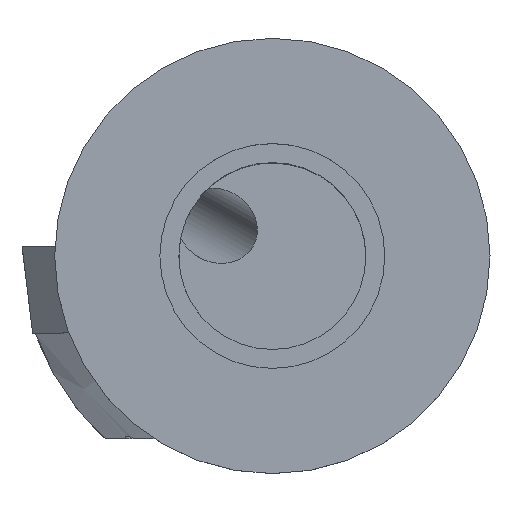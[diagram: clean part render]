
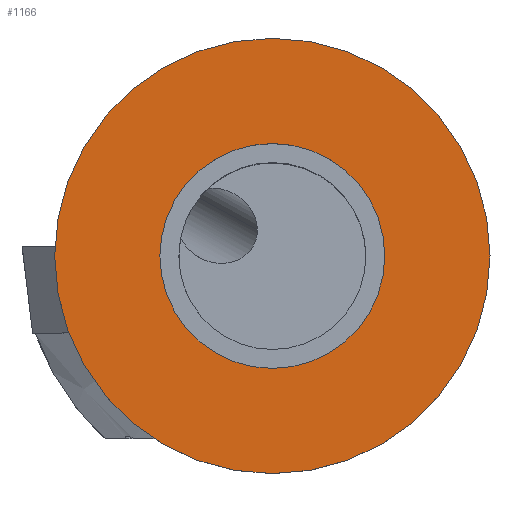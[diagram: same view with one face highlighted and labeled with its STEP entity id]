
A CAD part, top view. The second image highlights one B-rep face of the part: STEP entity #1166.
In plain terms, the highlighted planar face has unit normal (0, 0, 1).
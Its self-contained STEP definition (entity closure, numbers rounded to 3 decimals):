
#534=EDGE_CURVE('NONE',#742,#722,#1476,.F.);
#714=EDGE_CURVE('NONE',#722,#742,#1671,.F.);
#722=VERTEX_POINT('',#1679);
#742=VERTEX_POINT('NONE',#1701);
#1032=VERTEX_POINT('',#2030);
#1166=ADVANCED_FACE('NONE',(#2174,#2175),#2176,.F.);
#1258=EDGE_CURVE('NONE',#1032,#1400,#2274,.F.);
#1308=EDGE_CURVE('NONE',#1400,#1032,#2327,.F.);
#1400=VERTEX_POINT('NONE',#2430);
#1476=CIRCLE('',#2520,6.0);
#1671=CIRCLE('',#3301,6.0);
#1679=CARTESIAN_POINT('',(0.,-6.0,14.0));
#1701=CARTESIAN_POINT('',(0.,6.0,14.0));
#2030=CARTESIAN_POINT('',(0.,-3.1,14.0));
#2174=FACE_OUTER_BOUND('',#4039,.T.);
#2175=FACE_BOUND('',#4040,.T.);
#2176=PLANE('',#4041);
#2274=CIRCLE('',#4193,3.1);
#2327=CIRCLE('',#4278,3.1);
#2430=CARTESIAN_POINT('',(0.,3.1,14.0));
#2520=AXIS2_PLACEMENT_3D('',#4487,#4488,#4489);
#3301=AXIS2_PLACEMENT_3D('',#4704,#4705,#4706);
#4039=EDGE_LOOP('',(#5337,#5338));
#4040=EDGE_LOOP('',(#5339,#5340));
#4041=AXIS2_PLACEMENT_3D('',#5341,#5342,#5343);
#4193=AXIS2_PLACEMENT_3D('',#5446,#5447,#5448);
#4278=AXIS2_PLACEMENT_3D('',#5502,#5503,#5504);
#4487=CARTESIAN_POINT('',(0.,0.,14.0));
#4488=DIRECTION('',(-0.0,0.0,1.0));
#4489=DIRECTION('',(0.0,1.0,0.0));
#4704=CARTESIAN_POINT('',(0.,0.,14.0));
#4705=DIRECTION('',(-0.0,0.0,1.0));
#4706=DIRECTION('',(0.0,1.0,0.0));
#5337=ORIENTED_EDGE('',*,*,#534,.F.);
#5338=ORIENTED_EDGE('',*,*,#714,.F.);
#5339=ORIENTED_EDGE('',*,*,#1308,.F.);
#5340=ORIENTED_EDGE('',*,*,#1258,.F.);
#5341=CARTESIAN_POINT('',(0.,0.,14.0));
#5342=DIRECTION('',(0.0,0.0,-1.0));
#5343=DIRECTION('',(-1.0,0.0,0.0));
#5446=CARTESIAN_POINT('',(0.,0.,14.0));
#5447=DIRECTION('',(0.0,0.0,-1.0));
#5448=DIRECTION('',(0.0,1.0,0.0));
#5502=CARTESIAN_POINT('',(0.,0.,14.0));
#5503=DIRECTION('',(0.0,0.0,-1.0));
#5504=DIRECTION('',(0.0,1.0,0.0));
